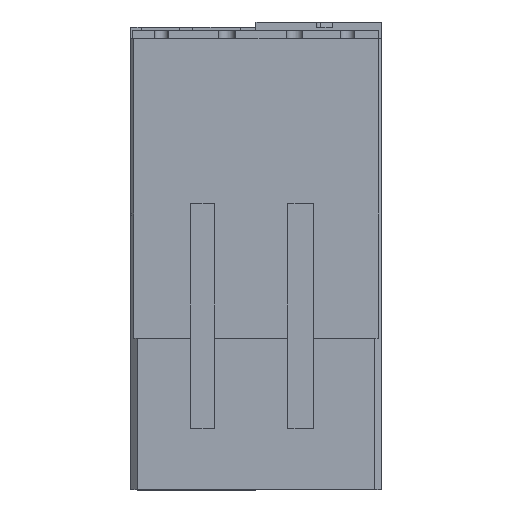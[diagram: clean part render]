
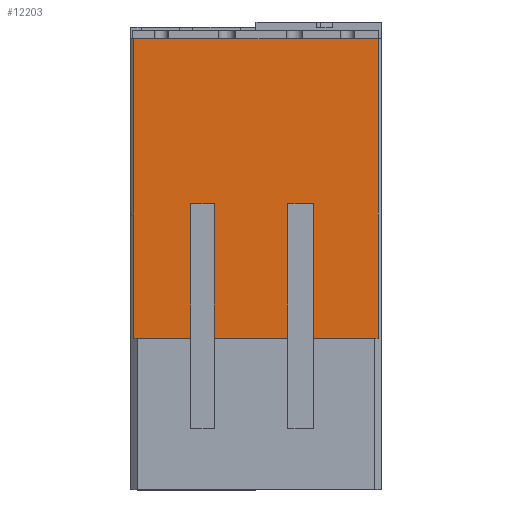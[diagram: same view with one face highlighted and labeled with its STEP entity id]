
A CAD part, top view. The second image highlights one B-rep face of the part: STEP entity #12203.
In plain terms, the highlighted planar face has unit normal (0, 0, 1).
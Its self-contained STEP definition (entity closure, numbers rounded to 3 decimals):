
#41 = CARTESIAN_POINT ( 'NONE',  ( 3.9, -8.72, 19.28 ) ) ;
#172 = VERTEX_POINT ( 'NONE', #18334 ) ;
#580 = EDGE_CURVE ( 'NONE', #19008, #21466, #15967, .T. ) ;
#804 = ORIENTED_EDGE ( 'NONE', *, *, #16194, .T. ) ;
#1074 = EDGE_CURVE ( 'NONE', #21466, #7977, #5633, .T. ) ;
#1170 = LINE ( 'NONE', #14123, #17959 ) ;
#2354 = EDGE_CURVE ( 'NONE', #172, #12070, #25055, .T. ) ;
#2720 = CARTESIAN_POINT ( 'NONE',  ( 3.9, 10.2, 19.28 ) ) ;
#2776 = CARTESIAN_POINT ( 'NONE',  ( 9.32, 9.174, 19.28 ) ) ;
#2821 = CARTESIAN_POINT ( 'NONE',  ( -1.916, -0.683, 19.28 ) ) ;
#3026 = CARTESIAN_POINT ( 'NONE',  ( -5.5, -0.683, 19.28 ) ) ;
#3341 = LINE ( 'NONE', #3026, #9214 ) ;
#3712 = DIRECTION ( 'NONE',  ( 1., 0., 0. ) ) ;
#3791 = CARTESIAN_POINT ( 'NONE',  ( -5.5, -8.72, 19.28 ) ) ;
#4499 = ORIENTED_EDGE ( 'NONE', *, *, #580, .T. ) ;
#5063 = VECTOR ( 'NONE', #23391, 1000. ) ;
#5263 = DIRECTION ( 'NONE',  ( 0., -1., 0. ) ) ;
#5549 = DIRECTION ( 'NONE',  ( 1., 0., 0. ) ) ;
#5633 = LINE ( 'NONE', #22816, #5063 ) ;
#6141 = CARTESIAN_POINT ( 'NONE',  ( 5.45, 10.2, 19.28 ) ) ;
#6772 = DIRECTION ( 'NONE',  ( 1., 0., 0. ) ) ;
#6819 = VECTOR ( 'NONE', #6827, 1000. ) ;
#6827 = DIRECTION ( 'NONE',  ( 0., 1., 0. ) ) ;
#6927 = VECTOR ( 'NONE', #26160, 1000. ) ;
#7013 = CARTESIAN_POINT ( 'NONE',  ( 3.9, -0.683, 19.28 ) ) ;
#7040 = VERTEX_POINT ( 'NONE', #20552 ) ;
#7370 = VECTOR ( 'NONE', #18073, 1000. ) ;
#7813 = VERTEX_POINT ( 'NONE', #17881 ) ;
#7943 = ORIENTED_EDGE ( 'NONE', *, *, #1074, .T. ) ;
#7977 = VERTEX_POINT ( 'NONE', #17148 ) ;
#8390 = CARTESIAN_POINT ( 'NONE',  ( -5.5, -8.72, 19.28 ) ) ;
#8447 = VECTOR ( 'NONE', #10210, 1000. ) ;
#8669 = EDGE_LOOP ( 'NONE', ( #804, #28655, #18803, #9660, #15565, #4499, #7943, #10557, #8827, #24549, #25804, #18069 ) ) ;
#8827 = ORIENTED_EDGE ( 'NONE', *, *, #16747, .T. ) ;
#9008 = FACE_OUTER_BOUND ( 'NONE', #8669, .T. ) ;
#9077 = LINE ( 'NONE', #17693, #12109 ) ;
#9158 = CARTESIAN_POINT ( 'NONE',  ( -5.5, 9.174, 19.28 ) ) ;
#9185 = LINE ( 'NONE', #24511, #7370 ) ;
#9214 = VECTOR ( 'NONE', #5549, 1000. ) ;
#9568 = CARTESIAN_POINT ( 'NONE',  ( -5.5, 10.2, 19.28 ) ) ;
#9586 = VECTOR ( 'NONE', #25808, 1000. ) ;
#9660 = ORIENTED_EDGE ( 'NONE', *, *, #2354, .T. ) ;
#10210 = DIRECTION ( 'NONE',  ( 1., 0., 0. ) ) ;
#10557 = ORIENTED_EDGE ( 'NONE', *, *, #28579, .T. ) ;
#10690 = LINE ( 'NONE', #8390, #28810 ) ;
#10865 = CARTESIAN_POINT ( 'NONE',  ( -5.32, 9.174, 19.28 ) ) ;
#11078 = EDGE_CURVE ( 'NONE', #7813, #18836, #9185, .T. ) ;
#11727 = EDGE_CURVE ( 'NONE', #12070, #19008, #10690, .T. ) ;
#11752 = DIRECTION ( 'NONE',  ( 0., 1., 0. ) ) ;
#12070 = VERTEX_POINT ( 'NONE', #24202 ) ;
#12109 = VECTOR ( 'NONE', #6772, 1000. ) ;
#12203 = ADVANCED_FACE ( 'NONE', ( #9008 ), #13792, .F. ) ;
#12285 = CARTESIAN_POINT ( 'NONE',  ( 5.45, -8.72, 19.28 ) ) ;
#12487 = VECTOR ( 'NONE', #12714, 1000. ) ;
#12583 = EDGE_CURVE ( 'NONE', #14429, #24459, #16957, .T. ) ;
#12714 = DIRECTION ( 'NONE',  ( 0., 1., 0. ) ) ;
#13693 = CARTESIAN_POINT ( 'NONE',  ( 9.32, -8.72, 19.28 ) ) ;
#13792 = PLANE ( 'NONE',  #18530 ) ;
#14123 = CARTESIAN_POINT ( 'NONE',  ( -5.32, 0., 19.28 ) ) ;
#14429 = VERTEX_POINT ( 'NONE', #13693 ) ;
#15551 = DIRECTION ( 'NONE',  ( 0., 0., -1. ) ) ;
#15565 = ORIENTED_EDGE ( 'NONE', *, *, #11727, .T. ) ;
#15712 = DIRECTION ( 'NONE',  ( 0., -1., 0. ) ) ;
#15967 = LINE ( 'NONE', #2720, #6819 ) ;
#16194 = EDGE_CURVE ( 'NONE', #7040, #7813, #9077, .T. ) ;
#16747 = EDGE_CURVE ( 'NONE', #24843, #14429, #25681, .T. ) ;
#16957 = LINE ( 'NONE', #21349, #12487 ) ;
#17148 = CARTESIAN_POINT ( 'NONE',  ( 5.45, -0.683, 19.28 ) ) ;
#17693 = CARTESIAN_POINT ( 'NONE',  ( -5.5, -8.72, 19.28 ) ) ;
#17753 = CARTESIAN_POINT ( 'NONE',  ( -0.481, 10.2, 19.28 ) ) ;
#17881 = CARTESIAN_POINT ( 'NONE',  ( -1.916, -8.72, 19.28 ) ) ;
#17959 = VECTOR ( 'NONE', #5263, 1000. ) ;
#18069 = ORIENTED_EDGE ( 'NONE', *, *, #24577, .T. ) ;
#18073 = DIRECTION ( 'NONE',  ( 0., 1., 0. ) ) ;
#18334 = CARTESIAN_POINT ( 'NONE',  ( -0.481, -0.683, 19.28 ) ) ;
#18530 = AXIS2_PLACEMENT_3D ( 'NONE', #9568, #15551, #11752 ) ;
#18803 = ORIENTED_EDGE ( 'NONE', *, *, #19062, .T. ) ;
#18836 = VERTEX_POINT ( 'NONE', #2821 ) ;
#19008 = VERTEX_POINT ( 'NONE', #41 ) ;
#19062 = EDGE_CURVE ( 'NONE', #18836, #172, #3341, .T. ) ;
#19574 = LINE ( 'NONE', #9158, #6927 ) ;
#20552 = CARTESIAN_POINT ( 'NONE',  ( -5.32, -8.72, 19.28 ) ) ;
#21349 = CARTESIAN_POINT ( 'NONE',  ( 9.32, 0., 19.28 ) ) ;
#21466 = VERTEX_POINT ( 'NONE', #7013 ) ;
#21669 = VERTEX_POINT ( 'NONE', #10865 ) ;
#22711 = VECTOR ( 'NONE', #15712, 1000. ) ;
#22816 = CARTESIAN_POINT ( 'NONE',  ( -5.5, -0.683, 19.28 ) ) ;
#23391 = DIRECTION ( 'NONE',  ( 1., 0., 0. ) ) ;
#24202 = CARTESIAN_POINT ( 'NONE',  ( -0.481, -8.72, 19.28 ) ) ;
#24459 = VERTEX_POINT ( 'NONE', #2776 ) ;
#24511 = CARTESIAN_POINT ( 'NONE',  ( -1.916, 10.2, 19.28 ) ) ;
#24549 = ORIENTED_EDGE ( 'NONE', *, *, #12583, .T. ) ;
#24577 = EDGE_CURVE ( 'NONE', #21669, #7040, #1170, .T. ) ;
#24843 = VERTEX_POINT ( 'NONE', #12285 ) ;
#25055 = LINE ( 'NONE', #17753, #22711 ) ;
#25681 = LINE ( 'NONE', #3791, #8447 ) ;
#25804 = ORIENTED_EDGE ( 'NONE', *, *, #26231, .F. ) ;
#25808 = DIRECTION ( 'NONE',  ( 0., -1., 0. ) ) ;
#26160 = DIRECTION ( 'NONE',  ( 1., 0., 0. ) ) ;
#26231 = EDGE_CURVE ( 'NONE', #21669, #24459, #19574, .T. ) ;
#27731 = LINE ( 'NONE', #6141, #9586 ) ;
#28579 = EDGE_CURVE ( 'NONE', #7977, #24843, #27731, .T. ) ;
#28655 = ORIENTED_EDGE ( 'NONE', *, *, #11078, .T. ) ;
#28810 = VECTOR ( 'NONE', #3712, 1000. ) ;
